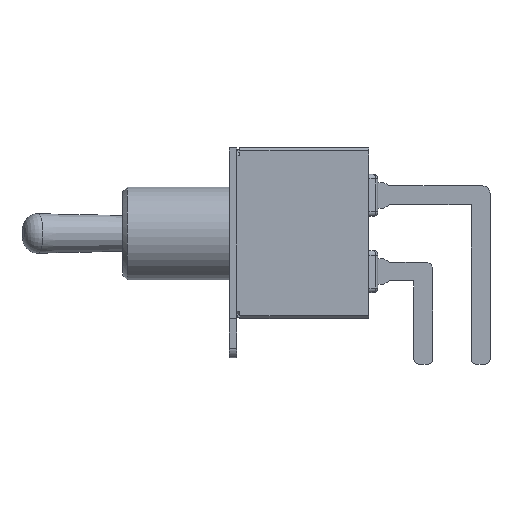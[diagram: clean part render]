
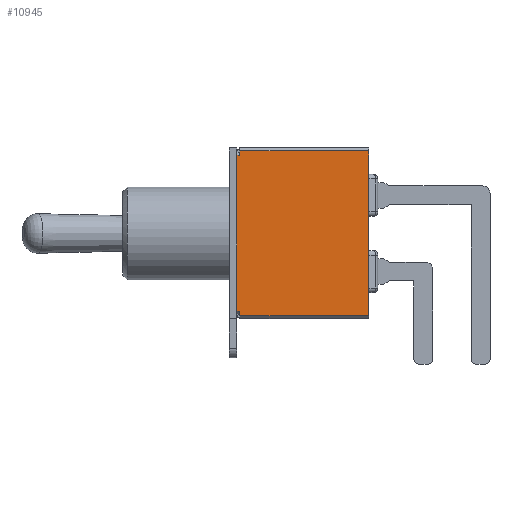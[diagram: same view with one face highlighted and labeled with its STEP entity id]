
A CAD part, left-side view. The second image highlights one B-rep face of the part: STEP entity #10945.
In plain terms, the highlighted planar face has unit normal (-1, 0, 0).
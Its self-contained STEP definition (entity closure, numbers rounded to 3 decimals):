
#1918=ORIENTED_EDGE('',*,*,#3562,.F.);
#1919=ORIENTED_EDGE('',*,*,#3601,.T.);
#1920=ORIENTED_EDGE('',*,*,#3507,.T.);
#1921=ORIENTED_EDGE('',*,*,#2917,.T.);
#1922=ORIENTED_EDGE('',*,*,#3371,.T.);
#1923=ORIENTED_EDGE('',*,*,#2923,.T.);
#1924=ORIENTED_EDGE('',*,*,#3497,.T.);
#1925=ORIENTED_EDGE('',*,*,#3602,.T.);
#2917=EDGE_CURVE('',#4060,#4059,#4799,.T.);
#2923=EDGE_CURVE('',#4062,#4065,#4805,.T.);
#3371=EDGE_CURVE('',#4059,#4062,#4986,.T.);
#3497=EDGE_CURVE('',#4065,#4448,#5086,.T.);
#3507=EDGE_CURVE('',#4456,#4060,#5096,.T.);
#3562=EDGE_CURVE('',#4504,#4505,#5139,.T.);
#3601=EDGE_CURVE('',#4504,#4456,#5166,.T.);
#3602=EDGE_CURVE('',#4448,#4505,#5167,.T.);
#4059=VERTEX_POINT('',#13790);
#4060=VERTEX_POINT('',#13792);
#4062=VERTEX_POINT('',#13798);
#4065=VERTEX_POINT('',#13803);
#4448=VERTEX_POINT('',#16280);
#4456=VERTEX_POINT('',#16302);
#4504=VERTEX_POINT('',#16408);
#4505=VERTEX_POINT('',#16410);
#4799=LINE('',#13791,#5513);
#4805=LINE('',#13804,#5519);
#4986=LINE('',#15930,#5700);
#5086=LINE('',#16281,#5800);
#5096=LINE('',#16301,#5810);
#5139=LINE('',#16409,#5853);
#5166=LINE('',#16484,#5880);
#5167=LINE('',#16485,#5881);
#5513=VECTOR('',#11827,1000.);
#5519=VECTOR('',#11835,1000.);
#5700=VECTOR('',#12350,1000.);
#5800=VECTOR('',#12610,1000.);
#5810=VECTOR('',#12626,1000.);
#5853=VECTOR('',#12701,1000.);
#5880=VECTOR('',#12762,1000.);
#5881=VECTOR('',#12763,1000.);
#6486=EDGE_LOOP('',(#1918,#1919,#1920,#1921,#1922,#1923,#1924,#1925));
#6992=FACE_BOUND('',#6486,.T.);
#7399=PLANE('',#11455);
#10945=ADVANCED_FACE('',(#6992),#7399,.F.);
#11455=AXIS2_PLACEMENT_3D('',#16483,#12760,#12761);
#11827=DIRECTION('',(0.,0.,1.));
#11835=DIRECTION('',(0.,0.,-1.));
#12350=DIRECTION('',(0.,1.,0.));
#12610=DIRECTION('',(0.,1.,0.));
#12626=DIRECTION('',(0.,1.,0.));
#12701=DIRECTION('',(0.,1.,0.));
#12760=DIRECTION('',(1.,0.,0.));
#12761=DIRECTION('',(0.,0.,-1.));
#12762=DIRECTION('',(0.,0.,1.));
#12763=DIRECTION('',(0.,0.,-1.));
#13790=CARTESIAN_POINT('',(-6.35,-5.2,4.5));
#13791=CARTESIAN_POINT('',(-6.35,-5.2,4.5));
#13792=CARTESIAN_POINT('',(-6.35,-5.2,4.3));
#13798=CARTESIAN_POINT('',(-6.35,5.2,4.5));
#13803=CARTESIAN_POINT('',(-6.35,5.2,4.3));
#13804=CARTESIAN_POINT('',(-6.35,5.2,4.5));
#15930=CARTESIAN_POINT('',(-6.35,-5.4,4.5));
#16280=CARTESIAN_POINT('',(-6.35,5.5,4.3));
#16281=CARTESIAN_POINT('',(-6.35,-5.7,4.3));
#16301=CARTESIAN_POINT('',(-6.35,-5.7,4.3));
#16302=CARTESIAN_POINT('',(-6.35,-5.5,4.3));
#16408=CARTESIAN_POINT('',(-6.35,-5.5,-4.3));
#16409=CARTESIAN_POINT('',(-6.35,-5.7,-4.3));
#16410=CARTESIAN_POINT('',(-6.35,5.5,-4.3));
#16483=CARTESIAN_POINT('',(-6.35,-5.7,4.3));
#16484=CARTESIAN_POINT('',(-6.35,-5.5,4.3));
#16485=CARTESIAN_POINT('',(-6.35,5.5,4.3));
